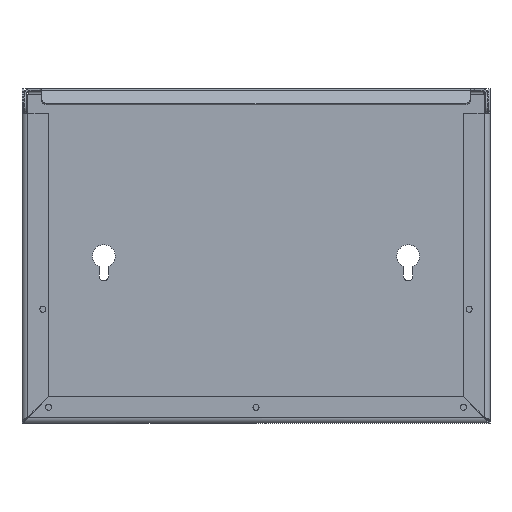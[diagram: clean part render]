
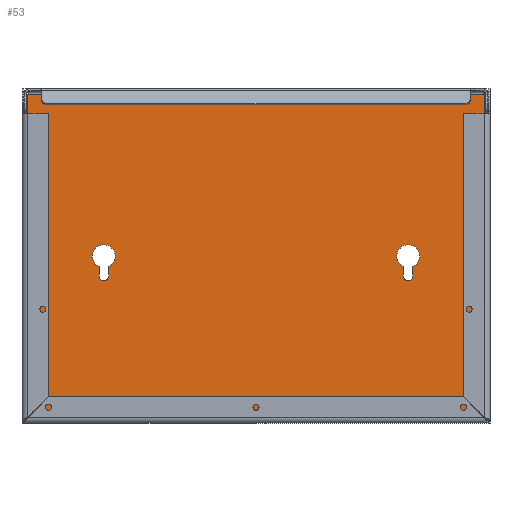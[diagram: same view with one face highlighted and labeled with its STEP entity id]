
A CAD part, top view. The second image highlights one B-rep face of the part: STEP entity #53.
In plain terms, the highlighted planar face has unit normal (0, 0, 1).
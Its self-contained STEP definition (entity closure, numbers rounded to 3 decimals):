
#53=ADVANCED_FACE('',(#1448,#1450,#1452),#1454,.T.);
#1448=FACE_BOUND('',#1449,.T.);
#1449=EDGE_LOOP('',(#3571,#3572,#3573,#3574));
#1450=FACE_BOUND('',#1451,.T.);
#1451=EDGE_LOOP('',(#3575,#3576,#3577,#3578));
#1452=FACE_BOUND('',#1453,.T.);
#1453=EDGE_LOOP('',(#3579,#3580,#3581,#3582));
#1454=PLANE('',#1455);
#1455=AXIS2_PLACEMENT_3D('',#1456,#1457,#1458);
#1456=CARTESIAN_POINT('',(0.,0.,1.));
#1457=DIRECTION('',(0.,0.,1.));
#1458=DIRECTION('',(-1.,0.,0.));
#3571=ORIENTED_EDGE('',*,*,#4307,.T.);
#3572=ORIENTED_EDGE('',*,*,#4308,.T.);
#3573=ORIENTED_EDGE('',*,*,#4309,.T.);
#3574=ORIENTED_EDGE('',*,*,#4310,.T.);
#3575=ORIENTED_EDGE('',*,*,#4311,.T.);
#3576=ORIENTED_EDGE('',*,*,#4312,.T.);
#3577=ORIENTED_EDGE('',*,*,#4313,.T.);
#3578=ORIENTED_EDGE('',*,*,#4314,.T.);
#3579=ORIENTED_EDGE('',*,*,#4315,.T.);
#3580=ORIENTED_EDGE('',*,*,#4316,.T.);
#3581=ORIENTED_EDGE('',*,*,#4317,.T.);
#3582=ORIENTED_EDGE('',*,*,#4318,.T.);
#4307=EDGE_CURVE('',#4675,#4676,#4677,.T.);
#4308=EDGE_CURVE('',#4676,#4678,#4679,.T.);
#4309=EDGE_CURVE('',#4678,#4680,#4681,.T.);
#4310=EDGE_CURVE('',#4680,#4675,#4682,.T.);
#4311=EDGE_CURVE('',#4683,#4684,#4685,.F.);
#4312=EDGE_CURVE('',#4684,#4686,#4687,.T.);
#4313=EDGE_CURVE('',#4686,#4688,#4689,.F.);
#4314=EDGE_CURVE('',#4688,#4683,#4690,.T.);
#4315=EDGE_CURVE('',#4691,#4692,#4693,.T.);
#4316=EDGE_CURVE('',#4692,#4694,#4695,.F.);
#4317=EDGE_CURVE('',#4694,#4696,#4697,.T.);
#4318=EDGE_CURVE('',#4696,#4691,#4698,.F.);
#4675=VERTEX_POINT('',#5269);
#4676=VERTEX_POINT('',#5270);
#4677=LINE('',#5271,#5272);
#4678=VERTEX_POINT('',#5274);
#4679=LINE('',#5275,#5276);
#4680=VERTEX_POINT('',#5278);
#4681=LINE('',#5279,#5280);
#4682=LINE('',#5282,#5283);
#4683=VERTEX_POINT('',#5285);
#4684=VERTEX_POINT('',#5286);
#4685=LINE('',#5287,#5288);
#4686=VERTEX_POINT('',#5290);
#4687=CIRCLE('',#5291,2.5);
#4688=VERTEX_POINT('',#5295);
#4689=LINE('',#5296,#5297);
#4690=CIRCLE('',#5299,6.);
#4691=VERTEX_POINT('',#5303);
#4692=VERTEX_POINT('',#5304);
#4693=CIRCLE('',#5305,6.);
#4694=VERTEX_POINT('',#5309);
#4695=LINE('',#5310,#5311);
#4696=VERTEX_POINT('',#5313);
#4697=CIRCLE('',#5314,2.5);
#4698=LINE('',#5318,#5319);
#5269=CARTESIAN_POINT('',(-120.,-85.,1.));
#5270=CARTESIAN_POINT('',(120.,-85.,1.));
#5271=CARTESIAN_POINT('',(-120.,-85.,1.));
#5272=VECTOR('',#5273,1.);
#5273=DIRECTION('',(1.,0.,0.));
#5274=CARTESIAN_POINT('',(120.,85.,1.));
#5275=CARTESIAN_POINT('',(120.,-85.,1.));
#5276=VECTOR('',#5277,1.);
#5277=DIRECTION('',(0.,1.,0.));
#5278=CARTESIAN_POINT('',(-120.,85.,1.));
#5279=CARTESIAN_POINT('',(120.,85.,1.));
#5280=VECTOR('',#5281,1.);
#5281=DIRECTION('',(-1.,0.,0.));
#5282=CARTESIAN_POINT('',(-120.,85.,1.));
#5283=VECTOR('',#5284,1.);
#5284=DIRECTION('',(0.,-1.,0.));
#5285=CARTESIAN_POINT('',(82.5,-5.454,1.));
#5286=CARTESIAN_POINT('',(82.5,-10.5,1.));
#5287=CARTESIAN_POINT('',(82.5,-10.5,1.));
#5288=VECTOR('',#5289,1.);
#5289=DIRECTION('',(0.,1.,0.));
#5290=CARTESIAN_POINT('',(77.5,-10.5,1.));
#5291=AXIS2_PLACEMENT_3D('',#5292,#5293,#5294);
#5292=CARTESIAN_POINT('',(80.,-10.5,1.));
#5293=DIRECTION('',(0.,0.,-1.));
#5294=DIRECTION('',(1.,0.,0.));
#5295=CARTESIAN_POINT('',(77.5,-5.454,1.));
#5296=CARTESIAN_POINT('',(77.5,-5.454,1.));
#5297=VECTOR('',#5298,1.);
#5298=DIRECTION('',(0.,-1.,0.));
#5299=AXIS2_PLACEMENT_3D('',#5300,#5301,#5302);
#5300=CARTESIAN_POINT('',(80.,0.,1.));
#5301=DIRECTION('',(0.,0.,-1.));
#5302=DIRECTION('',(-0.417,-0.909,0.));
#5303=CARTESIAN_POINT('',(-82.5,-5.454,1.));
#5304=CARTESIAN_POINT('',(-77.5,-5.454,1.));
#5305=AXIS2_PLACEMENT_3D('',#5306,#5307,#5308);
#5306=CARTESIAN_POINT('',(-80.,0.,1.));
#5307=DIRECTION('',(0.,0.,-1.));
#5308=DIRECTION('',(-0.417,-0.909,0.));
#5309=CARTESIAN_POINT('',(-77.5,-10.5,1.));
#5310=CARTESIAN_POINT('',(-77.5,-10.5,1.));
#5311=VECTOR('',#5312,1.);
#5312=DIRECTION('',(0.,1.,0.));
#5313=CARTESIAN_POINT('',(-82.5,-10.5,1.));
#5314=AXIS2_PLACEMENT_3D('',#5315,#5316,#5317);
#5315=CARTESIAN_POINT('',(-80.,-10.5,1.));
#5316=DIRECTION('',(0.,0.,-1.));
#5317=DIRECTION('',(1.,0.,0.));
#5318=CARTESIAN_POINT('',(-82.5,-5.454,1.));
#5319=VECTOR('',#5320,1.);
#5320=DIRECTION('',(0.,-1.,0.));
